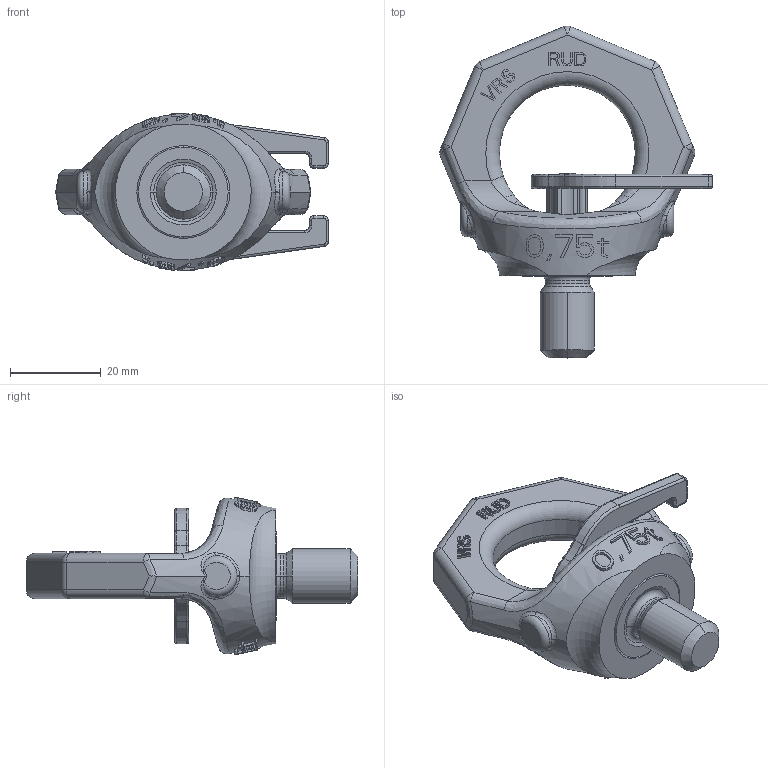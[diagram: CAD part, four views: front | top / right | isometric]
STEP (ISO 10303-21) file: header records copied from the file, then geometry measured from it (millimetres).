
FILE_DESCRIPTION((''),'2;1');
FILE_NAME('001-M35306-P-2_ASM','2016-01-13T',('Andreas.Wendler'),(''),'PRO/ENGINEER BY PARAMETRIC TECHNOLOGY CORPORATION, 2010140','PRO/ENGINEER BY PARAMETRIC TECHNOLOGY CORPORATION, 2010140','');
FILE_SCHEMA(('CONFIG_CONTROL_DESIGN'));
Length unit declared in the file: millimetre
Products named in the file (4): 001-M35306-P-1; 001-M35103-P-1; 001-M33191-P-2; 001-M35306-P-2_ASM
Assembly tree (3 placements, depth 2):
  001-M35306-P-2_ASM
    001-M35306-P-1
    001-M35103-P-1
    001-M33191-P-2
Bounding box: 60.16 x 73.28 x 34.79 mm (x, y, z)
Volume: 27147.1 mm3; surface area: 11771.4 mm2
Topology: 3 solids, 3 shells, 744 faces, 1997 edges, 1286 vertices
Faces by surface type: plane 551, cylinder 75, bspline 60, torus 36, sphere 14, cone 8
Entity records: 26409 total; most frequent: CARTESIAN_POINT 8866, ORIENTED_EDGE 3994, DIRECTION 3055, EDGE_CURVE 1997, VERTEX_POINT 1286, VECTOR 1197, LINE 1197, AXIS2_PLACEMENT_3D 929
